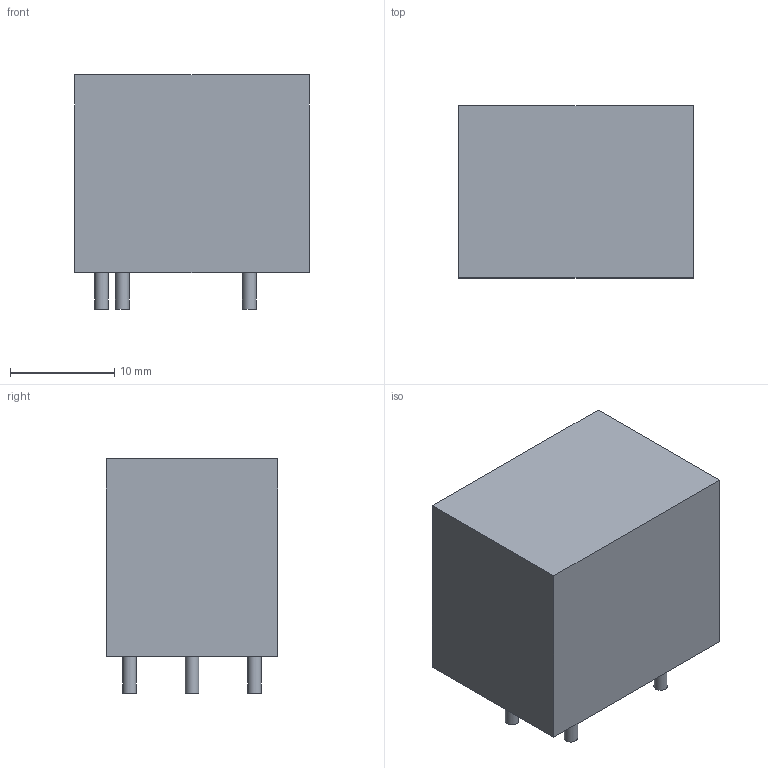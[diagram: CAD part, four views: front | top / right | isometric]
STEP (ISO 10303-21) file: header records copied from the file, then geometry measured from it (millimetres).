
FILE_DESCRIPTION( ( '' ), ' ' );
FILE_NAME( '5cb397615519d717c3fbe0b3.step', '2019-04-14T20:26:10', ( '' ), ( '' ), ' ', ' ', ' ' );
FILE_SCHEMA( ( 'AUTOMOTIVE_DESIGN { 1 0 10303 214 1 1 1 1 }' ) );
Length unit declared in the file: metre
Products named in the file (6): Part 2; Part 6; Part 5; Part 4; Part 3; Part 1
Bounding box: 22.5 x 16.5 x 22.5 mm (x, y, z)
Volume: 7077 mm3; surface area: 2309.2 mm2
Topology: 6 solids, 6 shells, 21 faces, 27 edges, 18 vertices
Faces by surface type: plane 16, cylinder 5
Full cylindrical faces by diameter (mm): 1.3 x5
Entity records: 640 total; most frequent: DIRECTION 86, CARTESIAN_POINT 67, ORIENTED_EDGE 44, AXIS2_PLACEMENT_3D 37, FACE_OUTER_BOUND 26, EDGE_LOOP 26, EDGE_CURVE 22, STYLED_ITEM 21
